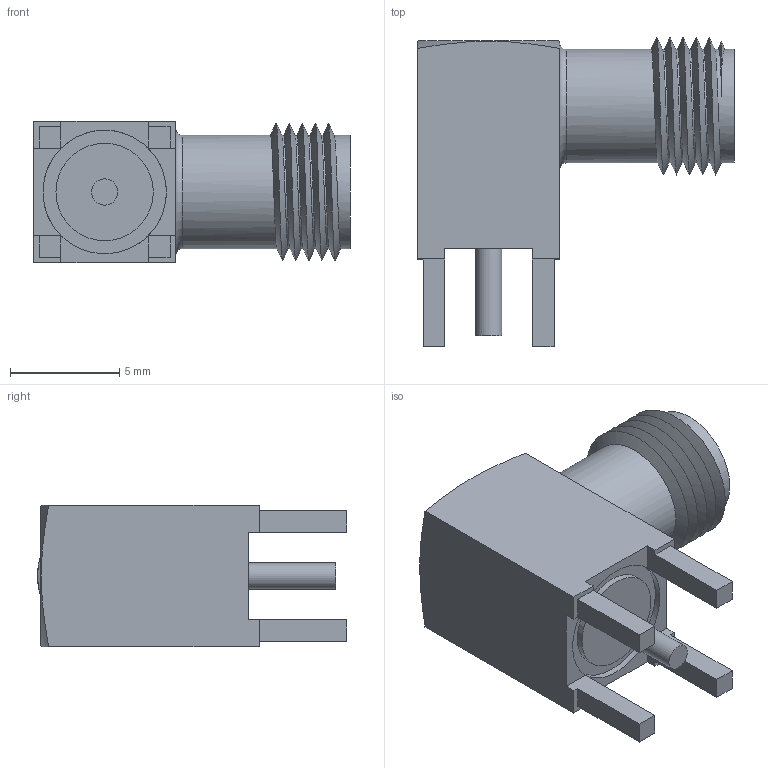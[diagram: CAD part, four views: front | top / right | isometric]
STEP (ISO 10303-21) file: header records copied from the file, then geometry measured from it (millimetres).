
FILE_DESCRIPTION(/* description */ (''),/* implementation_level */ '2;1');
FILE_NAME(/* name */ 'SMA2.step',/* time_stamp */ '2020-05-11T17:57:06+02:00',/* author */ (''),/* organization */ (''),/* preprocessor_version */ 'ST-DEVELOPER v18',/* originating_system */ 'Autodesk Translation Framework v8.12.0.6',/* authorisation */ '');
FILE_SCHEMA (('AUTOMOTIVE_DESIGN { 1 0 10303 214 3 1 1 }'));
Length unit declared in the file: millimetre
Products named in the file (1): (Unsaved)
Bounding box: 14.5 x 14.15 x 6.5 mm (x, y, z)
Volume: 551 mm3; surface area: 678.4 mm2
Topology: 1 solids, 1 shells, 57 faces, 152 edges, 102 vertices
Faces by surface type: plane 39, cylinder 10, bspline 6, torus 1, cone 1
Full cylindrical faces by diameter (mm): 1.2 x2, 4.457 x1, 4.6 x1, 5.2 x5, 5.657 x1
Entity records: 2482 total; most frequent: CARTESIAN_POINT 1052, ORIENTED_EDGE 304, DIRECTION 268, EDGE_CURVE 152, VERTEX_POINT 102, LINE 96, VECTOR 96, AXIS2_PLACEMENT_3D 86
